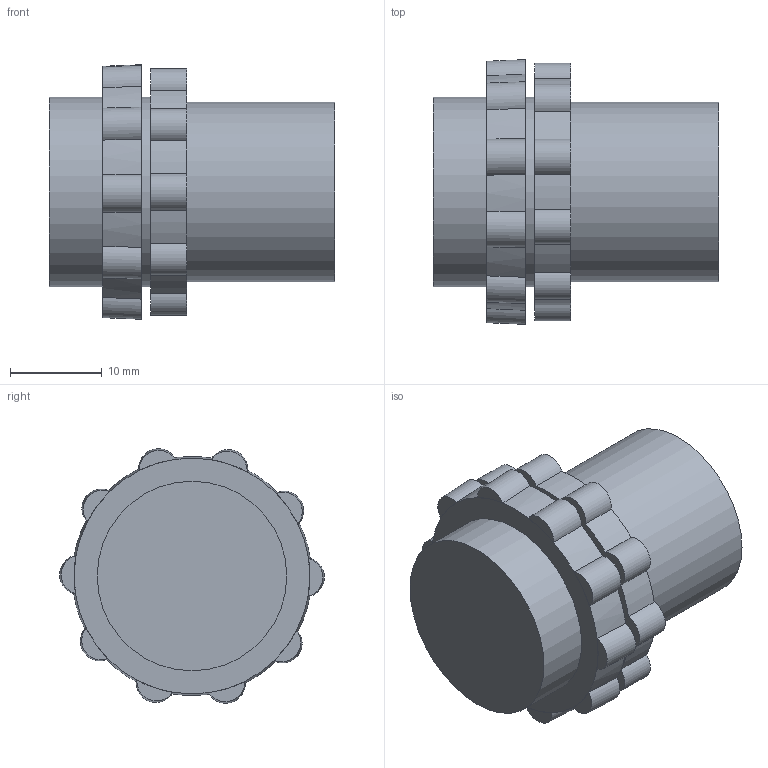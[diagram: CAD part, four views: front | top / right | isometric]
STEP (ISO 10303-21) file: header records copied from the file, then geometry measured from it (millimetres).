
FILE_DESCRIPTION(/* description */ (''),/* implementation_level */ '2;1');
FILE_NAME(/* name */ '',/* time_stamp */ '2023-09-07T11:15:33+07:00',/* author */ ('zeta-09'),/* organization */ (''),/* preprocessor_version */ 'ST-DEVELOPER v19.2',/* originating_system */ 'Autodesk Inventor 2024',/* authorisation */ '');
FILE_SCHEMA (('AUTOMOTIVE_DESIGN { 1 0 10303 214 3 1 1 }'));
Length unit declared in the file: millimetre
Products named in the file (1): Деталь4
Bounding box: 31 x 28.79 x 27.68 mm (x, y, z)
Volume: 11549.2 mm3; surface area: 4081.8 mm2
Topology: 11 solids, 11 shells, 89 faces, 209 edges, 146 vertices
Faces by surface type: bspline 30, plane 26, cylinder 23, cone 10
Full cylindrical faces by diameter (mm): 19.5 x1, 20.6 x2
Entity records: 2870 total; most frequent: CARTESIAN_POINT 635, DIRECTION 475, ORIENTED_EDGE 418, EDGE_CURVE 209, AXIS2_PLACEMENT_3D 206, CIRCLE 146, VERTEX_POINT 146, STYLED_ITEM 100
